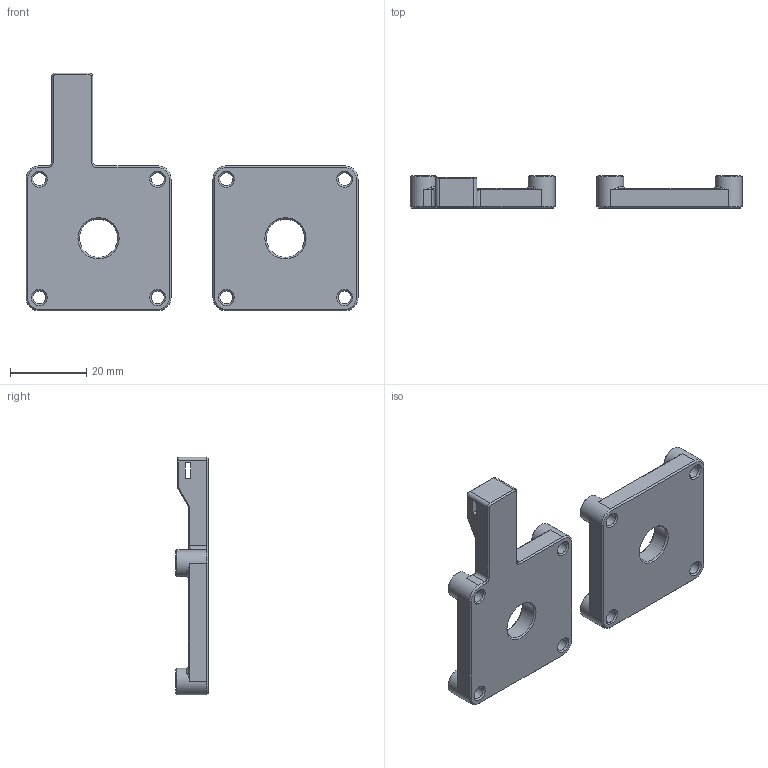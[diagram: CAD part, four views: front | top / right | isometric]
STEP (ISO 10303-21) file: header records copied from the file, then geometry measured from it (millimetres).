
FILE_DESCRIPTION(/* description */ (''),/* implementation_level */ '2;1');
FILE_NAME(/* name */ '42CAN_back_mount.step',/* time_stamp */ '2023-07-06T23:17:10+12:00',/* author */ (''),/* organization */ (''),/* preprocessor_version */ 'ST-DEVELOPER v19.2',/* originating_system */ 'Autodesk Translation Framework v12.6.0.85',/* authorisation */ '');
FILE_SCHEMA (('AUTOMOTIVE_DESIGN { 1 0 10303 214 3 1 1 }'));
Length unit declared in the file: millimetre
Products named in the file (1): 42CAN adapter
Bounding box: 87 x 8.5 x 62.28 mm (x, y, z)
Volume: 16053.4 mm3; surface area: 9166.8 mm2
Topology: 2 solids, 2 shells, 120 faces, 296 edges, 180 vertices
Faces by surface type: plane 58, cone 32, cylinder 22, torus 8
Full cylindrical faces by diameter (mm): 3.4 x8, 7 x8, 10 x2
Entity records: 3772 total; most frequent: CARTESIAN_POINT 805, DIRECTION 638, ORIENTED_EDGE 592, EDGE_CURVE 296, AXIS2_PLACEMENT_3D 237, VERTEX_POINT 180, LINE 164, VECTOR 164
